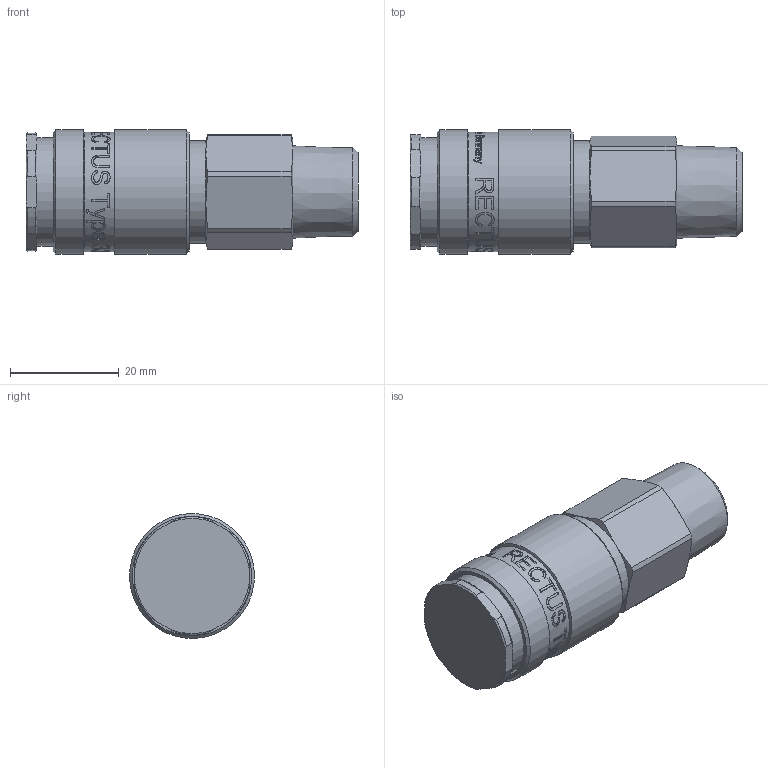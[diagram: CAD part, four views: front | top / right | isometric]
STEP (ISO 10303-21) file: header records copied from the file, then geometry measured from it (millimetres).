
FILE_DESCRIPTION((''),'2;1');
FILE_NAME('33kaak17spn.stp','2012-11-07T09:16:38',('IA176480'),(''),'Autodesk Inventor 2011','Autodesk Inventor 2011','');
FILE_SCHEMA(('AUTOMOTIVE_DESIGN { 1 0 10303 214 1 1 1 1 }'));
Length unit declared in the file: millimetre
Products named in the file (1): D104930
Bounding box: 61.1 x 22.94 x 22.94 mm (x, y, z)
Volume: 19086 mm3; surface area: 7985.2 mm2
Topology: 1 solids, 1 shells, 512 faces, 1359 edges, 900 vertices
Faces by surface type: bspline 232, plane 181, cylinder 67, cone 20, torus 12
Full cylindrical faces by diameter (mm): 16.321 x2, 17.75 x1, 18.3 x1, 18.95 x1, 19.35 x1, 19.9 x1, 20.7 x1, 22 x1, 23 x2
Entity records: 73191 total; most frequent: CARTESIAN_POINT 61903, ORIENTED_EDGE 2660, DIRECTION 1387, EDGE_CURVE 1330, VERTEX_POINT 897, B_SPLINE_CURVE_WITH_KNOTS 649, EDGE_LOOP 589, FACE_OUTER_BOUND 512
